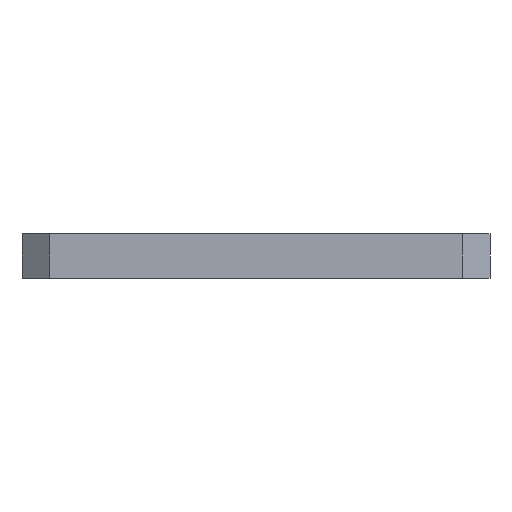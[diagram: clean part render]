
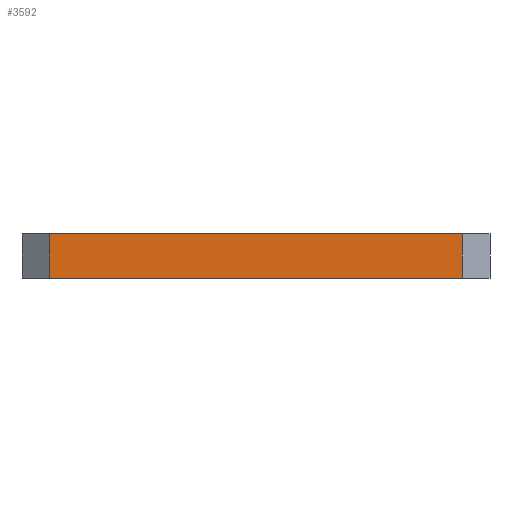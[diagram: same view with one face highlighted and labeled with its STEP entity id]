
A CAD part, left-side view. The second image highlights one B-rep face of the part: STEP entity #3592.
In plain terms, the highlighted planar face has unit normal (-1, 0, 0).
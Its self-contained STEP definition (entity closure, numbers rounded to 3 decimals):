
#108 = CARTESIAN_POINT ( 'NONE',  ( 0., 0., 4. ) ) ;
#681 = VERTEX_POINT ( 'NONE', #9239 ) ;
#765 = FACE_OUTER_BOUND ( 'NONE', #3553, .T. ) ;
#1038 = VECTOR ( 'NONE', #1707, 1000. ) ;
#1619 = AXIS2_PLACEMENT_3D ( 'NONE', #8562, #9515, #2685 ) ;
#1707 = DIRECTION ( 'NONE',  ( 0., 0., -1. ) ) ;
#2038 = VECTOR ( 'NONE', #10273, 1000. ) ;
#2505 = LINE ( 'NONE', #3524, #1038 ) ;
#2515 = PLANE ( 'NONE',  #1619 ) ;
#2685 = DIRECTION ( 'NONE',  ( 0., 0., 1. ) ) ;
#2721 = ORIENTED_EDGE ( 'NONE', *, *, #9594, .T. ) ;
#3053 = LINE ( 'NONE', #108, #10787 ) ;
#3058 = ORIENTED_EDGE ( 'NONE', *, *, #10992, .F. ) ;
#3199 = DIRECTION ( 'NONE',  ( 0., 1., 0. ) ) ;
#3524 = CARTESIAN_POINT ( 'NONE',  ( 0., 37., 4. ) ) ;
#3553 = EDGE_LOOP ( 'NONE', ( #3058, #8617, #2721, #4549 ) ) ;
#3592 = ADVANCED_FACE ( 'NONE', ( #765 ), #2515, .T. ) ;
#3802 = CARTESIAN_POINT ( 'NONE',  ( 0., 37., 4. ) ) ;
#4305 = EDGE_CURVE ( 'NONE', #11188, #8458, #2505, .T. ) ;
#4549 = ORIENTED_EDGE ( 'NONE', *, *, #4305, .T. ) ;
#4898 = LINE ( 'NONE', #9117, #10298 ) ;
#6025 = CARTESIAN_POINT ( 'NONE',  ( 0., 0., 4. ) ) ;
#7101 = DIRECTION ( 'NONE',  ( 0., 1., 0. ) ) ;
#7121 = CARTESIAN_POINT ( 'NONE',  ( 0., 37., 0. ) ) ;
#8133 = CARTESIAN_POINT ( 'NONE',  ( 0., 0., 0. ) ) ;
#8458 = VERTEX_POINT ( 'NONE', #7121 ) ;
#8562 = CARTESIAN_POINT ( 'NONE',  ( 0., 0., 4. ) ) ;
#8617 = ORIENTED_EDGE ( 'NONE', *, *, #10073, .F. ) ;
#8718 = LINE ( 'NONE', #6025, #2038 ) ;
#9117 = CARTESIAN_POINT ( 'NONE',  ( 0., 0., 0. ) ) ;
#9239 = CARTESIAN_POINT ( 'NONE',  ( 0., 0., 4. ) ) ;
#9515 = DIRECTION ( 'NONE',  ( -1., 0., 0. ) ) ;
#9594 = EDGE_CURVE ( 'NONE', #681, #11188, #3053, .T. ) ;
#10073 = EDGE_CURVE ( 'NONE', #681, #11128, #8718, .T. ) ;
#10273 = DIRECTION ( 'NONE',  ( 0., 0., -1. ) ) ;
#10298 = VECTOR ( 'NONE', #3199, 1000. ) ;
#10787 = VECTOR ( 'NONE', #7101, 1000. ) ;
#10992 = EDGE_CURVE ( 'NONE', #11128, #8458, #4898, .T. ) ;
#11128 = VERTEX_POINT ( 'NONE', #8133 ) ;
#11188 = VERTEX_POINT ( 'NONE', #3802 ) ;
